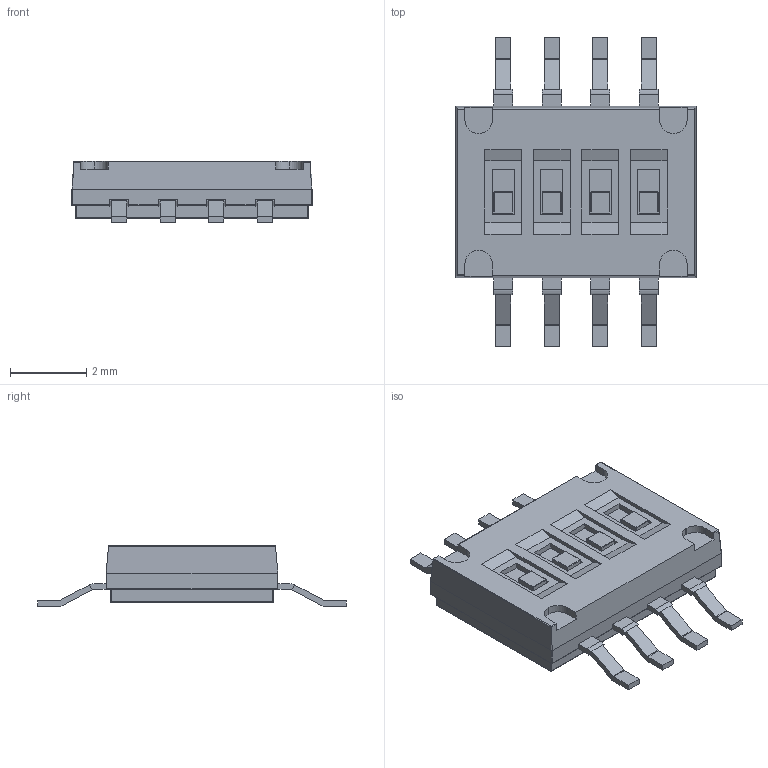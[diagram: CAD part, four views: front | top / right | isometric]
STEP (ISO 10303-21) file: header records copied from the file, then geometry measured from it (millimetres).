
FILE_DESCRIPTION(/* description */ ('Unknown'),/* implementation_level */ '2;1');
FILE_NAME(/* name */ 'DHNF-04F-T-V-T_R',/* time_stamp */ '2024-03-15T12:17:55+02:00',/* author */ ('Unknown'),/* organization */ ('Unknown'),/* preprocessor_version */ 'ST-DEVELOPER v18.102',/* originating_system */ 'Solid Edge',/* authorisation */ 'Unknown');
FILE_SCHEMA (('AUTOMOTIVE_DESIGN {1 0 10303 214 3 1 1}'));
Length unit declared in the file: millimetre
Products named in the file (1): DHNF-04F-T-V-T_R
Bounding box: 6.31 x 8.1 x 1.6 mm (x, y, z)
Volume: 41.1 mm3; surface area: 111.3 mm2
Topology: 1 solids, 1 shells, 330 faces, 857 edges, 514 vertices
Faces by surface type: plane 195, cylinder 107, sphere 28
Entity records: 12050 total; most frequent: DIRECTION 1693, CARTESIAN_POINT 1686, ORIENTED_EDGE 1658, EDGE_CURVE 829, LINE 619, VECTOR 619, AXIS2_PLACEMENT_3D 537, VERTEX_POINT 514
